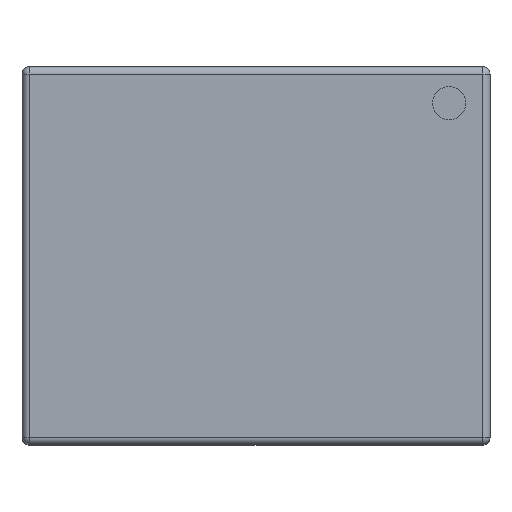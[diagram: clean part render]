
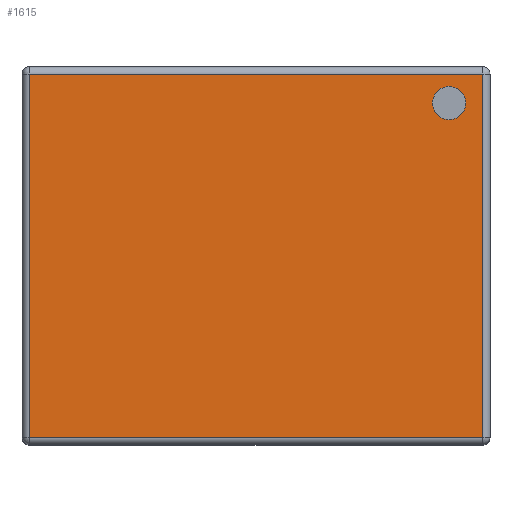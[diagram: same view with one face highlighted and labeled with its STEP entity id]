
A CAD part, top view. The second image highlights one B-rep face of the part: STEP entity #1615.
In plain terms, the highlighted planar face has unit normal (0, 0, 1).
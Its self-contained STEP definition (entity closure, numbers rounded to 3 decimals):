
#855 = VERTEX_POINT('',#856);
#856 = CARTESIAN_POINT('',(9.3,-7.45,15.3));
#863 = EDGE_CURVE('',#855,#864,#866,.T.);
#864 = VERTEX_POINT('',#865);
#865 = CARTESIAN_POINT('',(-9.3,-7.45,15.3));
#866 = LINE('',#867,#868);
#867 = CARTESIAN_POINT('',(9.6,-7.45,15.3));
#868 = VECTOR('',#869,1.);
#869 = DIRECTION('',(-1.,0.,0.));
#1027 = EDGE_CURVE('',#864,#1028,#1030,.T.);
#1028 = VERTEX_POINT('',#1029);
#1029 = CARTESIAN_POINT('',(-9.3,7.45,15.3));
#1030 = LINE('',#1031,#1032);
#1031 = CARTESIAN_POINT('',(-9.3,-7.75,15.3));
#1032 = VECTOR('',#1033,1.);
#1033 = DIRECTION('',(0.,1.,0.));
#1235 = EDGE_CURVE('',#1028,#1236,#1238,.T.);
#1236 = VERTEX_POINT('',#1237);
#1237 = CARTESIAN_POINT('',(9.3,7.45,15.3));
#1238 = LINE('',#1239,#1240);
#1239 = CARTESIAN_POINT('',(-9.6,7.45,15.3));
#1240 = VECTOR('',#1241,1.);
#1241 = DIRECTION('',(1.,0.,0.));
#1615 = ADVANCED_FACE('',(#1616,#1627),#1638,.F.);
#1616 = FACE_BOUND('',#1617,.F.);
#1617 = EDGE_LOOP('',(#1618,#1619,#1620,#1621));
#1618 = ORIENTED_EDGE('',*,*,#863,.T.);
#1619 = ORIENTED_EDGE('',*,*,#1027,.T.);
#1620 = ORIENTED_EDGE('',*,*,#1235,.T.);
#1621 = ORIENTED_EDGE('',*,*,#1622,.T.);
#1622 = EDGE_CURVE('',#1236,#855,#1623,.T.);
#1623 = LINE('',#1624,#1625);
#1624 = CARTESIAN_POINT('',(9.3,7.75,15.3));
#1625 = VECTOR('',#1626,1.);
#1626 = DIRECTION('',(0.,-1.,0.));
#1627 = FACE_BOUND('',#1628,.F.);
#1628 = EDGE_LOOP('',(#1629));
#1629 = ORIENTED_EDGE('',*,*,#1630,.T.);
#1630 = EDGE_CURVE('',#1631,#1631,#1633,.T.);
#1631 = VERTEX_POINT('',#1632);
#1632 = CARTESIAN_POINT('',(8.603,6.262,15.3));
#1633 = CIRCLE('',#1634,0.683);
#1634 = AXIS2_PLACEMENT_3D('',#1635,#1636,#1637);
#1635 = CARTESIAN_POINT('',(7.921,6.262,15.3));
#1636 = DIRECTION('',(0.,0.,1.));
#1637 = DIRECTION('',(1.,0.,0.));
#1638 = PLANE('',#1639);
#1639 = AXIS2_PLACEMENT_3D('',#1640,#1641,#1642);
#1640 = CARTESIAN_POINT('',(0.,0.,15.3));
#1641 = DIRECTION('',(0.,0.,-1.));
#1642 = DIRECTION('',(-1.,0.,0.));
